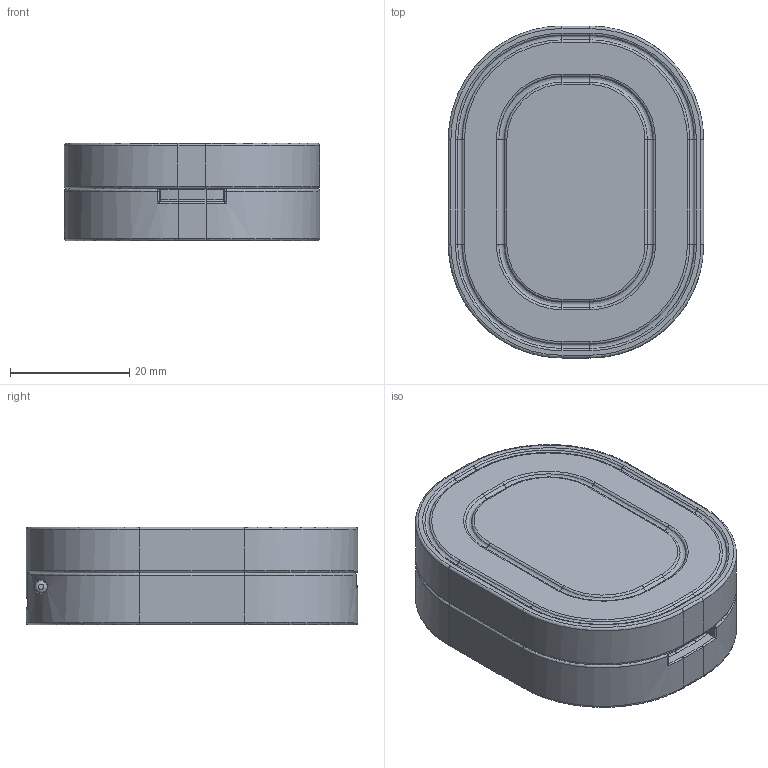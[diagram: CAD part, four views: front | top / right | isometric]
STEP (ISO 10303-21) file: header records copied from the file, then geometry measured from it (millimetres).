
FILE_DESCRIPTION(('FreeCAD Model'),'2;1');
FILE_NAME('Open CASCADE Shape Model','2025-04-27T18:31:09',('FreeCAD'),( 'FreeCAD'),'Open CASCADE STEP processor 7.6','FreeCAD','Unknown');
FILE_SCHEMA(('AUTOMOTIVE_DESIGN { 1 0 10303 214 1 1 1 1 }'));
Length unit declared in the file: millimetre
Products named in the file (1): Open CASCADE STEP translator 7.6 1
Bounding box: 42.92 x 55.76 x 16.37 mm (x, y, z)
Volume: 33545.3 mm3; surface area: 18176 mm2
Topology: 7 solids, 7 shells, 236 faces, 529 edges, 305 vertices
Faces by surface type: bspline 236
Entity records: 7816 total; most frequent: CARTESIAN_POINT 4923, ORIENTED_EDGE 1042, EDGE_CURVE 521, VERTEX_POINT 305, FACE_BOUND 248, EDGE_LOOP 248, ADVANCED_FACE 236, B_SPLINE_CURVE_WITH_KNOTS 206
